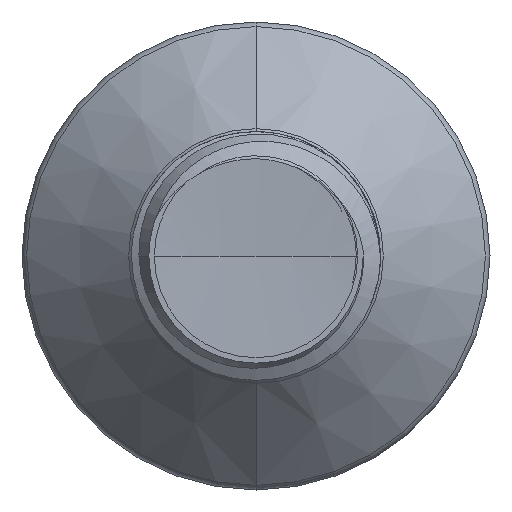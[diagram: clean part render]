
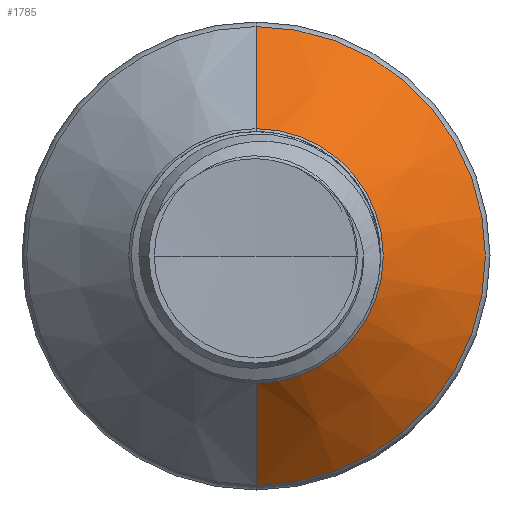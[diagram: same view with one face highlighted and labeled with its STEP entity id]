
A CAD part, front view. The second image highlights one B-rep face of the part: STEP entity #1785.
In plain terms, the highlighted conical face has half-angle 45 degrees and reference radius 1.278 mm.
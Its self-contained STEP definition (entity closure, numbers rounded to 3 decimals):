
#1766 = CARTESIAN_POINT ( 'NONE',  ( 0., 7.314, 0. ) ) ;
#1785 = ADVANCED_FACE ( 'NONE', ( #7102 ), #21980, .T. ) ;
#3045 = CARTESIAN_POINT ( 'NONE',  ( 0., 8.339, 2.303 ) ) ;
#3815 = DIRECTION ( 'NONE',  ( 0., 0., 1. ) ) ;
#5690 = CIRCLE ( 'NONE', #15285, 1.278 ) ;
#6313 = LINE ( 'NONE', #20989, #16648 ) ;
#7027 = AXIS2_PLACEMENT_3D ( 'NONE', #9436, #9327, #9210 ) ;
#7102 = FACE_OUTER_BOUND ( 'NONE', #7487, .T. ) ;
#7205 = DIRECTION ( 'NONE',  ( 0., 0.707, 0.707 ) ) ;
#7487 = EDGE_LOOP ( 'NONE', ( #18582, #18555, #18272, #18217 ) ) ;
#9210 = DIRECTION ( 'NONE',  ( 0., 0., 1. ) ) ;
#9327 = DIRECTION ( 'NONE',  ( 0., 1., 0. ) ) ;
#9436 = CARTESIAN_POINT ( 'NONE',  ( 0., 7.314, 0. ) ) ;
#10030 = DIRECTION ( 'NONE',  ( 0., 1., 0. ) ) ;
#10140 = LINE ( 'NONE', #19424, #13704 ) ;
#12027 = EDGE_CURVE ( 'NONE', #20836, #22963, #21603, .T. ) ;
#13479 = EDGE_CURVE ( 'NONE', #22665, #22963, #6313, .T. ) ;
#13704 = VECTOR ( 'NONE', #7205, 1000. ) ;
#13817 = EDGE_CURVE ( 'NONE', #18531, #22665, #5690, .T. ) ;
#15285 = AXIS2_PLACEMENT_3D ( 'NONE', #1766, #16173, #3815 ) ;
#16173 = DIRECTION ( 'NONE',  ( 0., 1., 0. ) ) ;
#16648 = VECTOR ( 'NONE', #19873, 1000. ) ;
#18217 = ORIENTED_EDGE ( 'NONE', *, *, #23262, .F. ) ;
#18272 = ORIENTED_EDGE ( 'NONE', *, *, #12027, .F. ) ;
#18531 = VERTEX_POINT ( 'NONE', #25945 ) ;
#18555 = ORIENTED_EDGE ( 'NONE', *, *, #13479, .T. ) ;
#18582 = ORIENTED_EDGE ( 'NONE', *, *, #13817, .T. ) ;
#19424 = CARTESIAN_POINT ( 'NONE',  ( 0., 7.314, 1.278 ) ) ;
#19873 = DIRECTION ( 'NONE',  ( 0., 0.707, -0.707 ) ) ;
#20477 = CARTESIAN_POINT ( 'NONE',  ( 0., 8.339, -2.303 ) ) ;
#20800 = AXIS2_PLACEMENT_3D ( 'NONE', #22073, #10030, #24013 ) ;
#20836 = VERTEX_POINT ( 'NONE', #3045 ) ;
#20989 = CARTESIAN_POINT ( 'NONE',  ( 0., 7.314, -1.278 ) ) ;
#21603 = CIRCLE ( 'NONE', #20800, 2.303 ) ;
#21879 = CARTESIAN_POINT ( 'NONE',  ( 0., 7.314, -1.278 ) ) ;
#21980 = CONICAL_SURFACE ( 'NONE', #7027, 1.278, 0.785 ) ;
#22073 = CARTESIAN_POINT ( 'NONE',  ( 0., 8.339, 0. ) ) ;
#22665 = VERTEX_POINT ( 'NONE', #21879 ) ;
#22963 = VERTEX_POINT ( 'NONE', #20477 ) ;
#23262 = EDGE_CURVE ( 'NONE', #18531, #20836, #10140, .T. ) ;
#24013 = DIRECTION ( 'NONE',  ( 0., 0., 1. ) ) ;
#25945 = CARTESIAN_POINT ( 'NONE',  ( 0., 7.314, 1.278 ) ) ;
